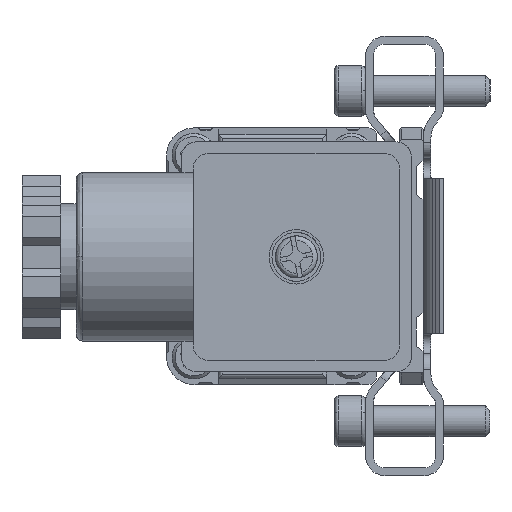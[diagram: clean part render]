
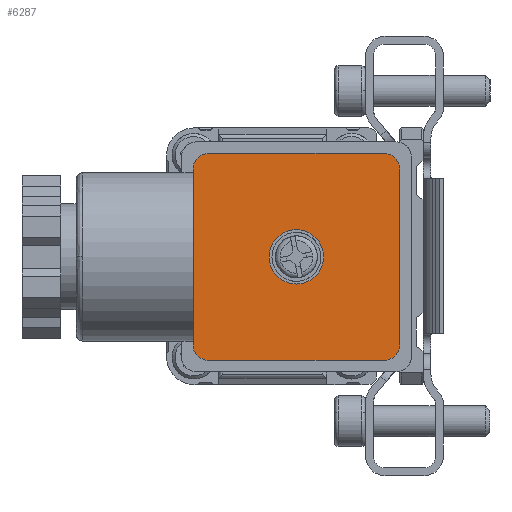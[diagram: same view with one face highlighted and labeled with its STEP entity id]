
A CAD part, left-side view. The second image highlights one B-rep face of the part: STEP entity #6287.
In plain terms, the highlighted planar face has unit normal (-1, 0, 0).
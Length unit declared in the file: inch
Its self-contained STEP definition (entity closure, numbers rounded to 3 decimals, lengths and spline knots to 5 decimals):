
#23 = DIRECTION ( 'NONE',  ( 0., -1., 0. ) ) ;
#38 = DIRECTION ( 'NONE',  ( 0., -1., 0. ) ) ;
#159 = CIRCLE ( 'NONE', #7271, 0.07874 ) ;
#434 = CIRCLE ( 'NONE', #2083, 0.07874 ) ;
#643 = LINE ( 'NONE', #8319, #23745 ) ;
#888 = VERTEX_POINT ( 'NONE', #3143 ) ;
#1237 = EDGE_CURVE ( 'NONE', #11189, #18632, #159, .T. ) ;
#2083 = AXIS2_PLACEMENT_3D ( 'NONE', #9778, #30650, #5003 ) ;
#2102 = CARTESIAN_POINT ( 'NONE',  ( -1.07087, 0.19685, 0.20156 ) ) ;
#2619 = ORIENTED_EDGE ( 'NONE', *, *, #26728, .F. ) ;
#2771 = DIRECTION ( 'NONE',  ( 0., -1., 0. ) ) ;
#2844 = VECTOR ( 'NONE', #32139, 39.37008 ) ;
#3065 = CARTESIAN_POINT ( 'NONE',  ( -1.07087, 0.64173, 0.50865 ) ) ;
#3143 = CARTESIAN_POINT ( 'NONE',  ( -1.07087, 1.16535, 1.09133 ) ) ;
#4549 = ORIENTED_EDGE ( 'NONE', *, *, #33752, .F. ) ;
#5003 = DIRECTION ( 'NONE',  ( 0., -1., 0. ) ) ;
#5171 = VERTEX_POINT ( 'NONE', #26706 ) ;
#5227 = VERTEX_POINT ( 'NONE', #8599 ) ;
#5381 = VECTOR ( 'NONE', #17525, 39.37008 ) ;
#5988 = CARTESIAN_POINT ( 'NONE',  ( -1.07087, 0.11811, 0.12282 ) ) ;
#6003 = VERTEX_POINT ( 'NONE', #20751 ) ;
#6287 = ADVANCED_FACE ( 'NONE', ( #32359, #32874 ), #8941, .F. ) ;
#7271 = AXIS2_PLACEMENT_3D ( 'NONE', #2102, #20865, #2771 ) ;
#8237 = EDGE_LOOP ( 'NONE', ( #11335 ) ) ;
#8319 = CARTESIAN_POINT ( 'NONE',  ( -1.07087, 1.16535, 0.12282 ) ) ;
#8568 = EDGE_CURVE ( 'NONE', #888, #5171, #28495, .T. ) ;
#8599 = CARTESIAN_POINT ( 'NONE',  ( -1.07087, 0.11811, 1.09133 ) ) ;
#8941 = PLANE ( 'NONE',  #29247 ) ;
#9703 = EDGE_CURVE ( 'NONE', #18632, #6003, #643, .T. ) ;
#9778 = CARTESIAN_POINT ( 'NONE',  ( -1.07087, 0.19685, 1.09133 ) ) ;
#10875 = DIRECTION ( 'NONE',  ( 1., 0., 0. ) ) ;
#11000 = CARTESIAN_POINT ( 'NONE',  ( -1.07087, 0.19685, 1.17007 ) ) ;
#11189 = VERTEX_POINT ( 'NONE', #15654 ) ;
#11335 = ORIENTED_EDGE ( 'NONE', *, *, #23191, .F. ) ;
#11663 = CARTESIAN_POINT ( 'NONE',  ( -1.07087, 1.16535, 0.12282 ) ) ;
#12006 = DIRECTION ( 'NONE',  ( 0., 0., 1. ) ) ;
#12567 = LINE ( 'NONE', #17193, #5381 ) ;
#13174 = DIRECTION ( 'NONE',  ( 1., 0., 0. ) ) ;
#13494 = CARTESIAN_POINT ( 'NONE',  ( -1.07087, 1.08661, 0.20156 ) ) ;
#13521 = AXIS2_PLACEMENT_3D ( 'NONE', #15423, #25502, #20204 ) ;
#13682 = LINE ( 'NONE', #5988, #2844 ) ;
#15420 = LINE ( 'NONE', #18158, #30050 ) ;
#15423 = CARTESIAN_POINT ( 'NONE',  ( -1.07087, 0.64173, 0.64645 ) ) ;
#15654 = CARTESIAN_POINT ( 'NONE',  ( -1.07087, 0.11811, 0.20156 ) ) ;
#16033 = EDGE_CURVE ( 'NONE', #25509, #888, #12567, .T. ) ;
#17193 = CARTESIAN_POINT ( 'NONE',  ( -1.07087, 1.16535, 0.12282 ) ) ;
#17525 = DIRECTION ( 'NONE',  ( 0., 0., 1. ) ) ;
#17719 = VERTEX_POINT ( 'NONE', #11000 ) ;
#18158 = CARTESIAN_POINT ( 'NONE',  ( -1.07087, 1.16535, 1.17007 ) ) ;
#18632 = VERTEX_POINT ( 'NONE', #30398 ) ;
#18708 = ORIENTED_EDGE ( 'NONE', *, *, #1237, .F. ) ;
#19084 = CARTESIAN_POINT ( 'NONE',  ( -1.07087, 1.16535, 0.20156 ) ) ;
#19524 = DIRECTION ( 'NONE',  ( 1., 0., 0. ) ) ;
#19704 = CIRCLE ( 'NONE', #28968, 0.07874 ) ;
#19773 = AXIS2_PLACEMENT_3D ( 'NONE', #31571, #10875, #20798 ) ;
#20204 = DIRECTION ( 'NONE',  ( 0., 0., -1. ) ) ;
#20751 = CARTESIAN_POINT ( 'NONE',  ( -1.07087, 1.08661, 0.12282 ) ) ;
#20798 = DIRECTION ( 'NONE',  ( 0., -1., 0. ) ) ;
#20865 = DIRECTION ( 'NONE',  ( 1., 0., 0. ) ) ;
#20962 = ORIENTED_EDGE ( 'NONE', *, *, #23183, .F. ) ;
#21058 = ORIENTED_EDGE ( 'NONE', *, *, #8568, .F. ) ;
#21944 = EDGE_CURVE ( 'NONE', #5227, #11189, #13682, .T. ) ;
#23183 = EDGE_CURVE ( 'NONE', #17719, #5227, #434, .T. ) ;
#23191 = EDGE_CURVE ( 'NONE', #32100, #32100, #28275, .T. ) ;
#23745 = VECTOR ( 'NONE', #26780, 39.37008 ) ;
#25502 = DIRECTION ( 'NONE',  ( -1., 0., 0. ) ) ;
#25509 = VERTEX_POINT ( 'NONE', #19084 ) ;
#25519 = ORIENTED_EDGE ( 'NONE', *, *, #16033, .F. ) ;
#26379 = ORIENTED_EDGE ( 'NONE', *, *, #21944, .F. ) ;
#26706 = CARTESIAN_POINT ( 'NONE',  ( -1.07087, 1.08661, 1.17007 ) ) ;
#26728 = EDGE_CURVE ( 'NONE', #6003, #25509, #19704, .T. ) ;
#26780 = DIRECTION ( 'NONE',  ( 0., 1., 0. ) ) ;
#28275 = CIRCLE ( 'NONE', #13521, 0.1378 ) ;
#28495 = CIRCLE ( 'NONE', #19773, 0.07874 ) ;
#28968 = AXIS2_PLACEMENT_3D ( 'NONE', #13494, #13174, #23 ) ;
#29247 = AXIS2_PLACEMENT_3D ( 'NONE', #11663, #19524, #12006 ) ;
#30050 = VECTOR ( 'NONE', #38, 39.37008 ) ;
#30155 = ORIENTED_EDGE ( 'NONE', *, *, #9703, .F. ) ;
#30398 = CARTESIAN_POINT ( 'NONE',  ( -1.07087, 0.19685, 0.12282 ) ) ;
#30650 = DIRECTION ( 'NONE',  ( 1., 0., 0. ) ) ;
#31571 = CARTESIAN_POINT ( 'NONE',  ( -1.07087, 1.08661, 1.09133 ) ) ;
#32100 = VERTEX_POINT ( 'NONE', #3065 ) ;
#32139 = DIRECTION ( 'NONE',  ( 0., 0., -1. ) ) ;
#32359 = FACE_OUTER_BOUND ( 'NONE', #33068, .T. ) ;
#32874 = FACE_BOUND ( 'NONE', #8237, .T. ) ;
#33068 = EDGE_LOOP ( 'NONE', ( #30155, #18708, #26379, #20962, #4549, #21058, #25519, #2619 ) ) ;
#33752 = EDGE_CURVE ( 'NONE', #5171, #17719, #15420, .T. ) ;
